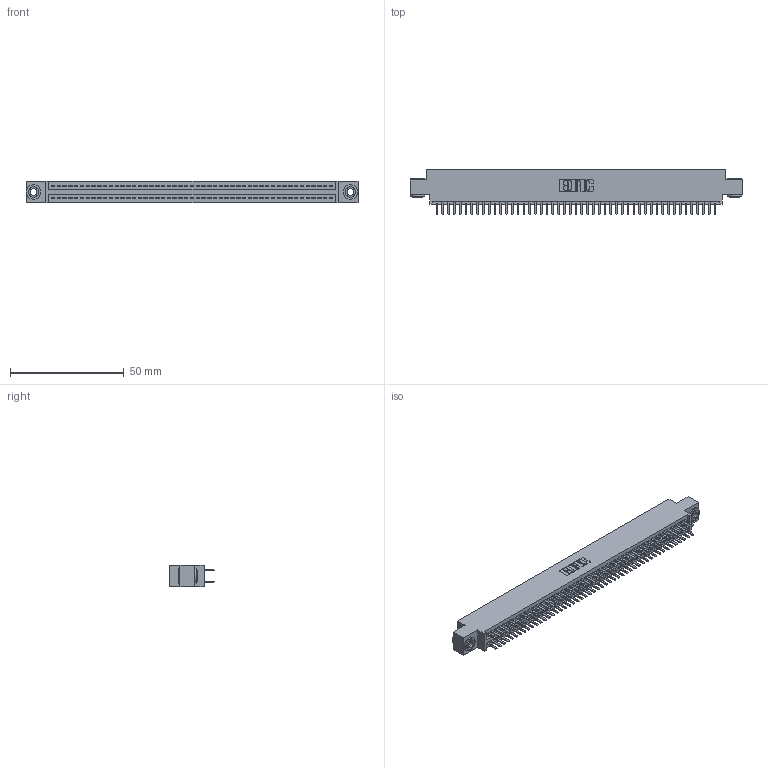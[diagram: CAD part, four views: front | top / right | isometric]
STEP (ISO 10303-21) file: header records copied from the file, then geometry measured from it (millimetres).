
FILE_DESCRIPTION (( 'STEP AP203' ), '1' );
FILE_NAME ('395-098-520-803.STEP', '2019-10-26T02:37:32', ( '' ), ( '' ), 'SwSTEP 2.0', 'SolidWorks 2016', '' );
FILE_SCHEMA (( 'CONFIG_CONTROL_DESIGN' ));
Length unit declared in the file: inch
Products named in the file (4): 345-292-001_345-293-120; 345-250-002_345-250-002-102; 395-098-520-803; 345 Part_0.170 Offset - 0.156 Dia-TH
Assembly tree (101 placements, depth 2):
  395-098-520-803
    345 Part_0.170 Offset - 0.156 Dia-TH
    345-292-001_345-293-120  x98
    345-250-002_345-250-002-102  x2
Bounding box: 145.67 x 19.68 x 9.4 mm (x, y, z)
Volume: 14078.3 mm3; surface area: 21202.5 mm2
Topology: 101 solids, 101 shells, 5460 faces, 15815 edges, 10278 vertices
Faces by surface type: plane 3524, cylinder 1928, cone 8
Entity records: 38400 total; most frequent: CARTESIAN_POINT 6419, ORIENTED_EDGE 6334, DIRECTION 5669, EDGE_CURVE 3167, VECTOR 2811, LINE 2811, VERTEX_POINT 2106, AXIS2_PLACEMENT_3D 1429
